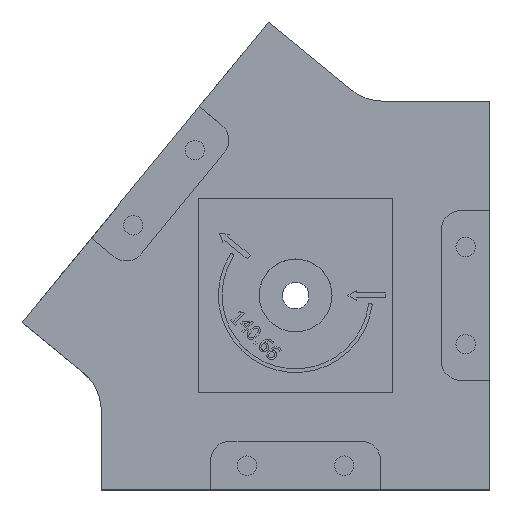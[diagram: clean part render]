
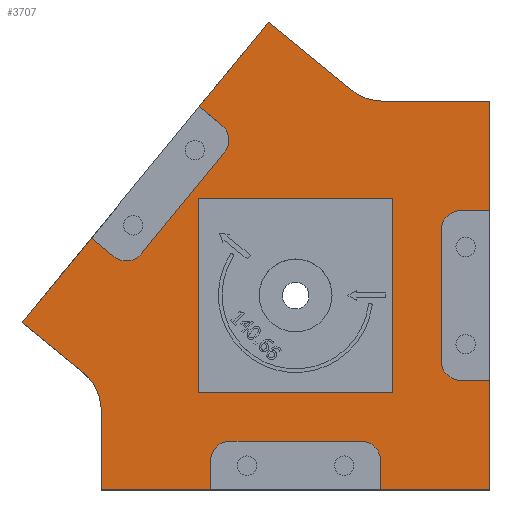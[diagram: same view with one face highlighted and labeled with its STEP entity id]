
A CAD part, top view. The second image highlights one B-rep face of the part: STEP entity #3707.
In plain terms, the highlighted planar face has unit normal (0, 0, 1).
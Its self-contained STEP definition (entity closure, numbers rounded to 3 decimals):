
#85=CIRCLE('',#3853,10.);
#86=CIRCLE('',#3856,10.);
#91=CIRCLE('',#3902,4.);
#93=CIRCLE('',#3907,4.);
#107=CIRCLE('',#3940,4.);
#109=CIRCLE('',#3944,4.);
#111=CIRCLE('',#3949,4.);
#112=CIRCLE('',#3950,4.);
#161=FACE_BOUND('',#754,.T.);
#511=FACE_OUTER_BOUND('',#753,.T.);
#753=EDGE_LOOP('',(#3241,#3242,#3243,#3244,#3245,#3246,#3247,#3248,#3249,
#3250,#3251,#3252,#3253,#3254,#3255,#3256,#3257,#3258,#3259,#3260,#3261,
#3262,#3263,#3264,#3265,#3266,#3267));
#754=EDGE_LOOP('',(#3268,#3269,#3270,#3271));
#1030=LINE('',#6374,#1373);
#1034=LINE('',#6384,#1377);
#1061=LINE('',#6462,#1404);
#1065=LINE('',#6469,#1408);
#1069=LINE('',#6477,#1412);
#1074=LINE('',#6504,#1417);
#1077=LINE('',#6511,#1420);
#1082=LINE('',#6524,#1425);
#1085=LINE('',#6529,#1428);
#1087=LINE('',#6532,#1430);
#1092=LINE('',#6562,#1435);
#1095=LINE('',#6581,#1438);
#1100=LINE('',#6595,#1443);
#1104=LINE('',#6607,#1447);
#1108=LINE('',#6614,#1451);
#1109=LINE('',#6615,#1452);
#1110=LINE('',#6617,#1453);
#1111=LINE('',#6619,#1454);
#1112=LINE('',#6621,#1455);
#1113=LINE('',#6625,#1456);
#1114=LINE('',#6629,#1457);
#1115=LINE('',#6631,#1458);
#1116=LINE('',#6632,#1459);
#1373=VECTOR('',#4427,10.);
#1377=VECTOR('',#4437,10.);
#1404=VECTOR('',#4522,10.);
#1408=VECTOR('',#4530,10.);
#1412=VECTOR('',#4540,10.);
#1417=VECTOR('',#4571,10.);
#1420=VECTOR('',#4576,10.);
#1425=VECTOR('',#4589,10.);
#1428=VECTOR('',#4596,10.);
#1430=VECTOR('',#4598,10.);
#1435=VECTOR('',#4637,10.);
#1438=VECTOR('',#4660,10.);
#1443=VECTOR('',#4673,10.);
#1447=VECTOR('',#4685,10.);
#1451=VECTOR('',#4693,10.);
#1452=VECTOR('',#4694,10.);
#1453=VECTOR('',#4695,10.);
#1454=VECTOR('',#4696,10.);
#1455=VECTOR('',#4697,10.);
#1456=VECTOR('',#4700,10.);
#1457=VECTOR('',#4703,10.);
#1458=VECTOR('',#4704,10.);
#1459=VECTOR('',#4705,10.);
#1718=VERTEX_POINT('',#6366);
#1719=VERTEX_POINT('',#6368);
#1720=VERTEX_POINT('',#6372);
#1721=VERTEX_POINT('',#6376);
#1722=VERTEX_POINT('',#6378);
#1723=VERTEX_POINT('',#6382);
#1744=VERTEX_POINT('',#6459);
#1745=VERTEX_POINT('',#6461);
#1746=VERTEX_POINT('',#6467);
#1747=VERTEX_POINT('',#6475);
#1752=VERTEX_POINT('',#6494);
#1753=VERTEX_POINT('',#6495);
#1756=VERTEX_POINT('',#6503);
#1758=VERTEX_POINT('',#6509);
#1759=VERTEX_POINT('',#6510);
#1762=VERTEX_POINT('',#6518);
#1764=VERTEX_POINT('',#6530);
#1777=VERTEX_POINT('',#6579);
#1778=VERTEX_POINT('',#6580);
#1781=VERTEX_POINT('',#6588);
#1783=VERTEX_POINT('',#6594);
#1785=VERTEX_POINT('',#6600);
#1787=VERTEX_POINT('',#6606);
#1789=VERTEX_POINT('',#6616);
#1790=VERTEX_POINT('',#6618);
#1791=VERTEX_POINT('',#6620);
#1792=VERTEX_POINT('',#6622);
#1793=VERTEX_POINT('',#6624);
#1794=VERTEX_POINT('',#6626);
#1795=VERTEX_POINT('',#6628);
#1796=VERTEX_POINT('',#6630);
#2171=EDGE_CURVE('',#1718,#1719,#85,.T.);
#2174=EDGE_CURVE('',#1718,#1720,#1030,.T.);
#2176=EDGE_CURVE('',#1721,#1722,#86,.T.);
#2179=EDGE_CURVE('',#1721,#1723,#1034,.T.);
#2218=EDGE_CURVE('',#1745,#1744,#1061,.T.);
#2222=EDGE_CURVE('',#1744,#1746,#1065,.T.);
#2226=EDGE_CURVE('',#1746,#1747,#1069,.T.);
#2233=EDGE_CURVE('',#1752,#1753,#91,.T.);
#2237=EDGE_CURVE('',#1756,#1752,#1074,.T.);
#2240=EDGE_CURVE('',#1758,#1759,#1077,.T.);
#2244=EDGE_CURVE('',#1762,#1758,#93,.T.);
#2247=EDGE_CURVE('',#1753,#1762,#1082,.T.);
#2250=EDGE_CURVE('',#1720,#1756,#1085,.T.);
#2252=EDGE_CURVE('',#1759,#1764,#1087,.T.);
#2265=EDGE_CURVE('',#1747,#1745,#1092,.T.);
#2272=EDGE_CURVE('',#1777,#1778,#1095,.T.);
#2276=EDGE_CURVE('',#1781,#1777,#107,.T.);
#2279=EDGE_CURVE('',#1783,#1781,#1100,.T.);
#2282=EDGE_CURVE('',#1785,#1783,#109,.T.);
#2285=EDGE_CURVE('',#1787,#1785,#1104,.T.);
#2289=EDGE_CURVE('',#1764,#1722,#1108,.T.);
#2290=EDGE_CURVE('',#1723,#1787,#1109,.T.);
#2291=EDGE_CURVE('',#1778,#1789,#1110,.T.);
#2292=EDGE_CURVE('',#1789,#1790,#1111,.T.);
#2293=EDGE_CURVE('',#1790,#1791,#1112,.T.);
#2294=EDGE_CURVE('',#1791,#1792,#111,.T.);
#2295=EDGE_CURVE('',#1792,#1793,#1113,.T.);
#2296=EDGE_CURVE('',#1793,#1794,#112,.T.);
#2297=EDGE_CURVE('',#1794,#1795,#1114,.T.);
#2298=EDGE_CURVE('',#1795,#1796,#1115,.T.);
#2299=EDGE_CURVE('',#1796,#1719,#1116,.T.);
#3241=ORIENTED_EDGE('',*,*,#2240,.T.);
#3242=ORIENTED_EDGE('',*,*,#2252,.T.);
#3243=ORIENTED_EDGE('',*,*,#2289,.T.);
#3244=ORIENTED_EDGE('',*,*,#2176,.F.);
#3245=ORIENTED_EDGE('',*,*,#2179,.T.);
#3246=ORIENTED_EDGE('',*,*,#2290,.T.);
#3247=ORIENTED_EDGE('',*,*,#2285,.T.);
#3248=ORIENTED_EDGE('',*,*,#2282,.T.);
#3249=ORIENTED_EDGE('',*,*,#2279,.T.);
#3250=ORIENTED_EDGE('',*,*,#2276,.T.);
#3251=ORIENTED_EDGE('',*,*,#2272,.T.);
#3252=ORIENTED_EDGE('',*,*,#2291,.T.);
#3253=ORIENTED_EDGE('',*,*,#2292,.T.);
#3254=ORIENTED_EDGE('',*,*,#2293,.T.);
#3255=ORIENTED_EDGE('',*,*,#2294,.T.);
#3256=ORIENTED_EDGE('',*,*,#2295,.T.);
#3257=ORIENTED_EDGE('',*,*,#2296,.T.);
#3258=ORIENTED_EDGE('',*,*,#2297,.T.);
#3259=ORIENTED_EDGE('',*,*,#2298,.T.);
#3260=ORIENTED_EDGE('',*,*,#2299,.T.);
#3261=ORIENTED_EDGE('',*,*,#2171,.F.);
#3262=ORIENTED_EDGE('',*,*,#2174,.T.);
#3263=ORIENTED_EDGE('',*,*,#2250,.T.);
#3264=ORIENTED_EDGE('',*,*,#2237,.T.);
#3265=ORIENTED_EDGE('',*,*,#2233,.T.);
#3266=ORIENTED_EDGE('',*,*,#2247,.T.);
#3267=ORIENTED_EDGE('',*,*,#2244,.T.);
#3268=ORIENTED_EDGE('',*,*,#2265,.T.);
#3269=ORIENTED_EDGE('',*,*,#2218,.T.);
#3270=ORIENTED_EDGE('',*,*,#2222,.T.);
#3271=ORIENTED_EDGE('',*,*,#2226,.T.);
#3495=PLANE('',#3948);
#3707=ADVANCED_FACE('',(#511,#161),#3495,.T.);
#3853=AXIS2_PLACEMENT_3D('',#6369,#4421,#4422);
#3856=AXIS2_PLACEMENT_3D('',#6379,#4431,#4432);
#3902=AXIS2_PLACEMENT_3D('',#6496,#4563,#4564);
#3907=AXIS2_PLACEMENT_3D('',#6519,#4582,#4583);
#3940=AXIS2_PLACEMENT_3D('',#6589,#4666,#4667);
#3944=AXIS2_PLACEMENT_3D('',#6601,#4678,#4679);
#3948=AXIS2_PLACEMENT_3D('',#6613,#4691,#4692);
#3949=AXIS2_PLACEMENT_3D('',#6623,#4698,#4699);
#3950=AXIS2_PLACEMENT_3D('',#6627,#4701,#4702);
#4421=DIRECTION('center_axis',(0.,0.,1.));
#4422=DIRECTION('ref_axis',(-0.337,-0.942,0.));
#4427=DIRECTION('',(-0.773,0.634,0.));
#4431=DIRECTION('center_axis',(0.,0.,1.));
#4432=DIRECTION('ref_axis',(0.904,0.428,0.));
#4437=DIRECTION('',(0.,-1.,0.));
#4522=DIRECTION('',(1.,0.,0.));
#4530=DIRECTION('',(0.,-1.,0.));
#4540=DIRECTION('',(-1.,0.,0.));
#4563=DIRECTION('center_axis',(0.,0.,-1.));
#4564=DIRECTION('ref_axis',(0.773,-0.634,0.));
#4571=DIRECTION('',(0.773,-0.634,0.));
#4576=DIRECTION('',(-0.773,0.634,0.));
#4582=DIRECTION('center_axis',(0.,0.,-1.));
#4583=DIRECTION('ref_axis',(-0.634,-0.773,0.));
#4589=DIRECTION('',(-0.634,-0.773,0.));
#4596=DIRECTION('',(-0.634,-0.773,0.));
#4598=DIRECTION('',(-0.634,-0.773,0.));
#4637=DIRECTION('',(0.,1.,0.));
#4660=DIRECTION('',(0.,-1.,0.));
#4666=DIRECTION('center_axis',(0.,0.,-1.));
#4667=DIRECTION('ref_axis',(1.,0.,0.));
#4673=DIRECTION('',(1.,0.,0.));
#4678=DIRECTION('center_axis',(0.,0.,-1.));
#4679=DIRECTION('ref_axis',(0.,1.,0.));
#4685=DIRECTION('',(0.,1.,0.));
#4691=DIRECTION('center_axis',(0.,0.,1.));
#4692=DIRECTION('ref_axis',(1.,0.,0.));
#4693=DIRECTION('',(0.773,-0.634,0.));
#4694=DIRECTION('',(1.,0.,0.));
#4695=DIRECTION('',(1.,0.,0.));
#4696=DIRECTION('',(0.,1.,0.));
#4697=DIRECTION('',(-1.,0.,0.));
#4698=DIRECTION('center_axis',(0.,0.,-1.));
#4699=DIRECTION('ref_axis',(-1.,0.,0.));
#4700=DIRECTION('',(0.,1.,0.));
#4701=DIRECTION('center_axis',(0.,0.,-1.));
#4702=DIRECTION('ref_axis',(0.,1.,0.));
#4703=DIRECTION('',(1.,0.,0.));
#4704=DIRECTION('',(0.,1.,0.));
#4705=DIRECTION('',(-1.,0.,0.));
#6366=CARTESIAN_POINT('',(11.534,42.266,18.));
#6368=CARTESIAN_POINT('',(17.873,40.,18.));
#6369=CARTESIAN_POINT('Origin',(17.873,50.,18.));
#6372=CARTESIAN_POINT('',(-5.579,56.293,18.));
#6374=CARTESIAN_POINT('',(14.298,40.,18.));
#6376=CARTESIAN_POINT('',(-40.,-23.667,18.));
#6378=CARTESIAN_POINT('',(-43.661,-15.933,18.));
#6379=CARTESIAN_POINT('Origin',(-50.,-23.667,18.));
#6382=CARTESIAN_POINT('',(-40.,-40.,18.));
#6384=CARTESIAN_POINT('',(-40.,40.,18.));
#6459=CARTESIAN_POINT('',(20.,20.,18.));
#6461=CARTESIAN_POINT('',(-20.,20.,18.));
#6462=CARTESIAN_POINT('',(5.927,20.,18.));
#6467=CARTESIAN_POINT('',(20.,-20.,18.));
#6469=CARTESIAN_POINT('',(20.,-5.927,18.));
#6475=CARTESIAN_POINT('',(-20.,-20.,18.));
#6477=CARTESIAN_POINT('',(-14.073,-20.,18.));
#6494=CARTESIAN_POINT('',(-15.202,35.088,18.));
#6495=CARTESIAN_POINT('',(-14.644,29.458,18.));
#6496=CARTESIAN_POINT('Origin',(-17.738,31.994,18.));
#6503=CARTESIAN_POINT('',(-19.842,38.891,18.));
#6504=CARTESIAN_POINT('',(-8.808,29.847,18.));
#6509=CARTESIAN_POINT('',(-37.389,8.019,18.));
#6510=CARTESIAN_POINT('',(-42.03,11.822,18.));
#6511=CARTESIAN_POINT('',(-28.675,0.876,18.));
#6518=CARTESIAN_POINT('',(-31.76,8.577,18.));
#6519=CARTESIAN_POINT('Origin',(-34.853,11.112,18.));
#6524=CARTESIAN_POINT('',(-18.563,24.677,18.));
#6529=CARTESIAN_POINT('',(-5.579,56.293,18.));
#6530=CARTESIAN_POINT('',(-56.293,-5.579,18.));
#6532=CARTESIAN_POINT('',(-5.579,56.293,18.));
#6562=CARTESIAN_POINT('',(-20.,14.073,18.));
#6579=CARTESIAN_POINT('',(17.5,-34.,18.));
#6580=CARTESIAN_POINT('',(17.5,-40.,18.));
#6581=CARTESIAN_POINT('',(17.5,-12.927,18.));
#6588=CARTESIAN_POINT('',(13.5,-30.,18.));
#6589=CARTESIAN_POINT('Origin',(13.5,-34.,18.));
#6594=CARTESIAN_POINT('',(-13.5,-30.,18.));
#6595=CARTESIAN_POINT('',(-10.823,-30.,18.));
#6600=CARTESIAN_POINT('',(-17.5,-34.,18.));
#6601=CARTESIAN_POINT('Origin',(-13.5,-34.,18.));
#6606=CARTESIAN_POINT('',(-17.5,-40.,18.));
#6607=CARTESIAN_POINT('',(-17.5,-15.927,18.));
#6613=CARTESIAN_POINT('Origin',(-8.146,8.146,18.));
#6614=CARTESIAN_POINT('',(-56.293,-5.579,18.));
#6615=CARTESIAN_POINT('',(-40.,-40.,18.));
#6616=CARTESIAN_POINT('',(40.,-40.,18.));
#6617=CARTESIAN_POINT('',(-40.,-40.,18.));
#6618=CARTESIAN_POINT('',(40.,-17.5,18.));
#6619=CARTESIAN_POINT('',(40.,-40.,18.));
#6620=CARTESIAN_POINT('',(34.,-17.5,18.));
#6621=CARTESIAN_POINT('',(15.927,-17.5,18.));
#6622=CARTESIAN_POINT('',(30.,-13.5,18.));
#6623=CARTESIAN_POINT('Origin',(34.,-13.5,18.));
#6624=CARTESIAN_POINT('',(30.,13.5,18.));
#6625=CARTESIAN_POINT('',(30.,-2.677,18.));
#6626=CARTESIAN_POINT('',(34.,17.5,18.));
#6627=CARTESIAN_POINT('Origin',(34.,13.5,18.));
#6628=CARTESIAN_POINT('',(40.,17.5,18.));
#6629=CARTESIAN_POINT('',(12.927,17.5,18.));
#6630=CARTESIAN_POINT('',(40.,40.,18.));
#6631=CARTESIAN_POINT('',(40.,-40.,18.));
#6632=CARTESIAN_POINT('',(40.,40.,18.));
